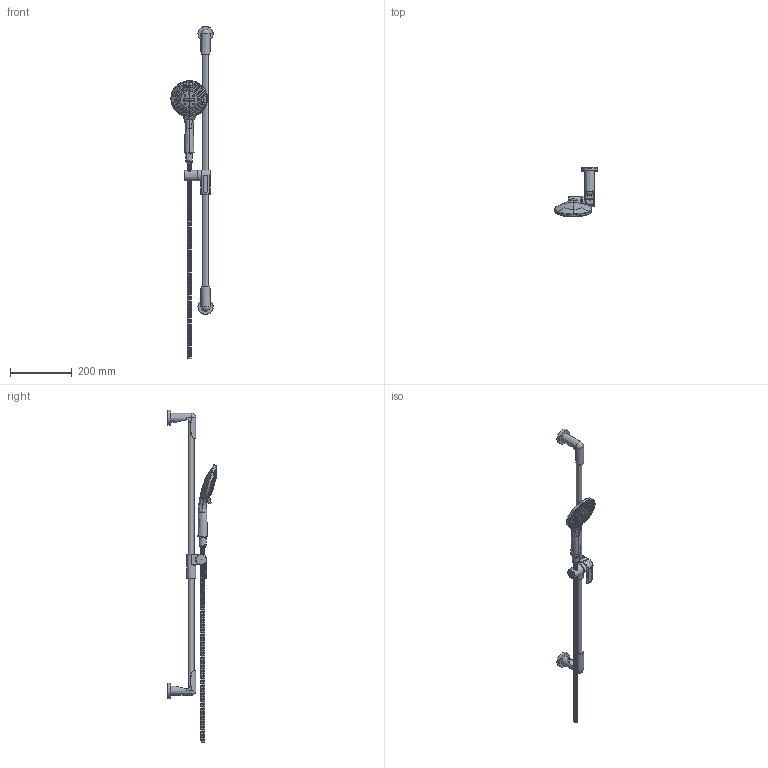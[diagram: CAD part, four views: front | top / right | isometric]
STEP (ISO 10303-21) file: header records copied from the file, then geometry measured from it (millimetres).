
FILE_DESCRIPTION(/* description */ (''),/* implementation_level */ '2;1');
FILE_NAME(/* name */ '4839_3D.stp',/* time_stamp */ '2019-11-08T09:16:32-05:00',/* author */ ('pcossett'),/* organization */ (''),/* preprocessor_version */ 'ST-DEVELOPER v16.13',/* originating_system */ 'Autodesk Inventor 2018',/* authorisation */ '');
FILE_SCHEMA (('AUTOMOTIVE_DESIGN { 1 0 10303 214 3 1 1 }'));
Length unit declared in the file: millimetre
Products named in the file (1): 4839
Bounding box: 137.85 x 161.84 x 1077.04 mm (x, y, z)
Volume: 1144303.7 mm3; surface area: 346309.4 mm2
Topology: 29 solids, 29 shells, 3273 faces, 7830 edges, 4972 vertices
Faces by surface type: bspline 1257, plane 993, cylinder 505, cone 321, torus 174, sphere 23
Full cylindrical faces by diameter (mm): 3 x1, 3.2 x2, 6 x1, 6.3 x1, 6.8 x2, 9 x1, 11.1 x1, 12.065 x120, 13.589 x120, 15 x1, 17 x1, 18.344 x4, 19 x1, 19.5 x2, 24.4 x1, 26.8 x1, 30 x3, 50 x2, 53.5 x1, 98.3 x1
Entity records: 399178 total; most frequent: CARTESIAN_POINT 333597, ORIENTED_EDGE 13574, DIRECTION 10516, EDGE_CURVE 6787, VERTEX_POINT 4576, EDGE_LOOP 4455, AXIS2_PLACEMENT_3D 4156, FACE_OUTER_BOUND 3268
